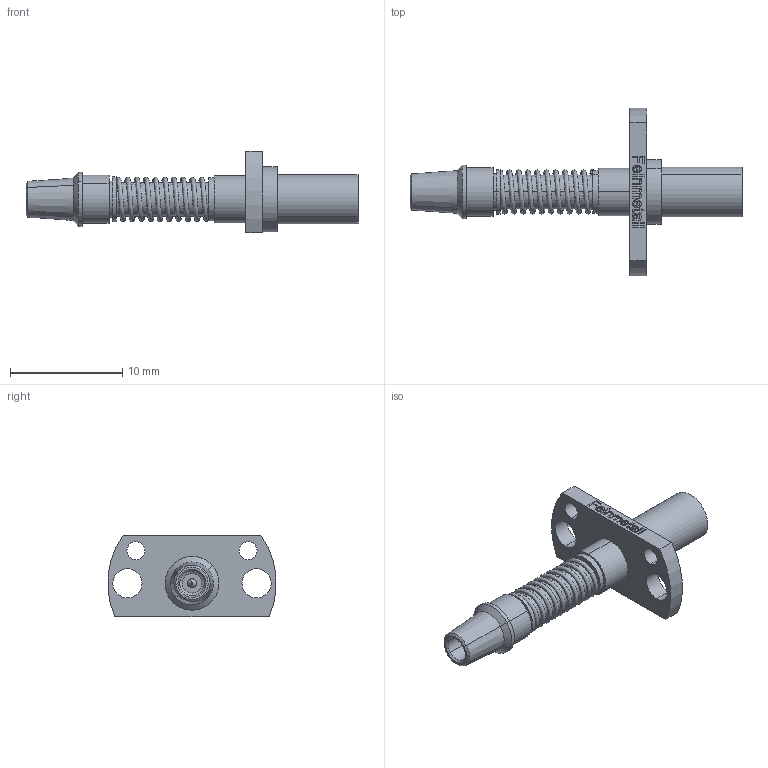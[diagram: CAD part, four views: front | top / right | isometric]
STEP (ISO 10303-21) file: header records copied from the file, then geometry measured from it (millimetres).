
FILE_DESCRIPTION (( 'STEP AP214' ), '1' );
FILE_NAME ('MOD-1096538-HF86-0001.STEP', '2022-10-20T10:02:17', ( '' ), ( '' ), 'SwSTEP 2.0', 'SolidWorks 2020', '' );
FILE_SCHEMA (( 'AUTOMOTIVE_DESIGN' ));
Length unit declared in the file: millimetre
Products named in the file (1): MOD-1096538-HF86-0001
Bounding box: 29.58 x 14.96 x 7.3 mm (x, y, z)
Volume: 441.1 mm3; surface area: 903 mm2
Topology: 1 solids, 1 shells, 252 faces, 628 edges, 407 vertices
Faces by surface type: plane 112, bspline 58, cylinder 50, cone 28, torus 4
Entity records: 13942 total; most frequent: CARTESIAN_POINT 6890, ORIENTED_EDGE 1252, DIRECTION 1030, EDGE_CURVE 626, VERTEX_POINT 407, VECTOR 350, LINE 350, AXIS2_PLACEMENT_3D 340
